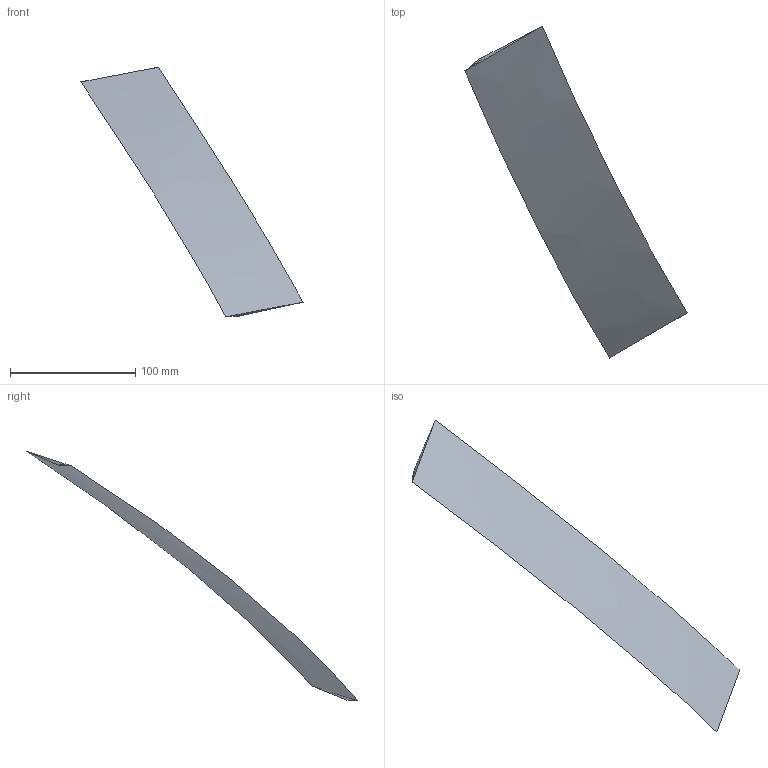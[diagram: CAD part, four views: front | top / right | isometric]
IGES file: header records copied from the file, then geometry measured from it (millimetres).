
Start section:  PTC IGES file: se141-116_mtm.igs
Global section: file name: se141-116_mtm.igs; native system: Pro/ENGINEER by Parametric Technology Corporation; preprocessor: 2004440; author: tbrown; organization: Unknown; date: 051005.163251; units: inch
Bounding box: 177.16 x 264.45 x 199.21 mm (x, y, z)
Surface area: 23096.4 mm2 (no closed solid volume)
Topology: 0 solids, 0 shells, 3 faces, 12 edges, 12 vertices
Faces by surface type: bspline 3
